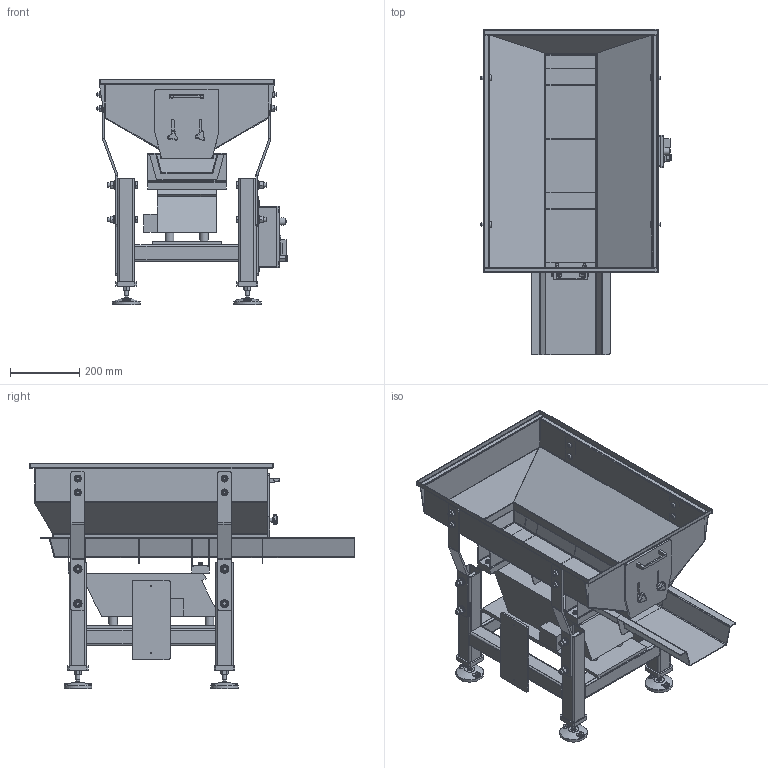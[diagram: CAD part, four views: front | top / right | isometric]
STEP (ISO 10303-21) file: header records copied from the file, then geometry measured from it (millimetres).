
FILE_DESCRIPTION(/* description */ (''),/* implementation_level */ '2;1');
FILE_NAME(/* name */ 'BHF-50.stp',/* time_stamp */ '2022-02-01T10:15:16+00:00',/* author */ ('Sandfield Engineering'),/* organization */ ('Sandfield Engineering'),/* preprocessor_version */ 'ST-DEVELOPER v18.1',/* originating_system */ 'Autodesk Inventor 2021',/* authorisation */ '');
FILE_SCHEMA (('AUTOMOTIVE_DESIGN { 1 0 10303 214 3 1 1 }'));
Products named in the file (1): BHF-50
Bounding box: 550 x 939.75 x 653.06 mm (x, y, z)
Volume: 14772729.8 mm3; surface area: 3787710.3 mm2
Topology: 27 solids, 27 shells, 2802 faces, 7282 edges, 4790 vertices
Faces by surface type: plane 1567, cylinder 804, cone 227, bspline 88, torus 81, sphere 35
Full cylindrical faces by diameter (mm): 2.5 x184, 3.242 x4, 4.2 x2, 4.917 x4, 5 x4, 5.5 x2, 6 x14, 6.4 x4, 6.6 x4, 7 x2, 9 x16, 9.2 x4, 10 x24, 10.5 x8, 11 x12, 12 x34, 13 x8, 13.5 x16, 14.9 x1, 16.63 x8, 17.5 x8, 18 x4, 18.5 x1, 18.931 x1, 20 x8, 24 x8, 25 x4, 68 x8, 80 x4
Entity records: 98744 total; most frequent: CARTESIAN_POINT 26206, DIRECTION 14910, ORIENTED_EDGE 14490, EDGE_CURVE 7245, AXIS2_PLACEMENT_3D 5708, VERTEX_POINT 4790, LINE 3494, VECTOR 3494
